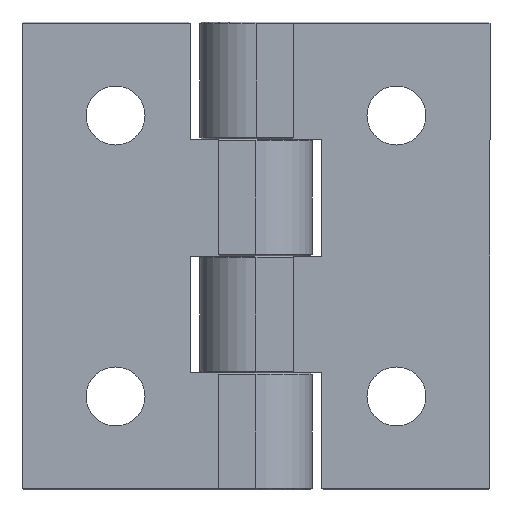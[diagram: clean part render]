
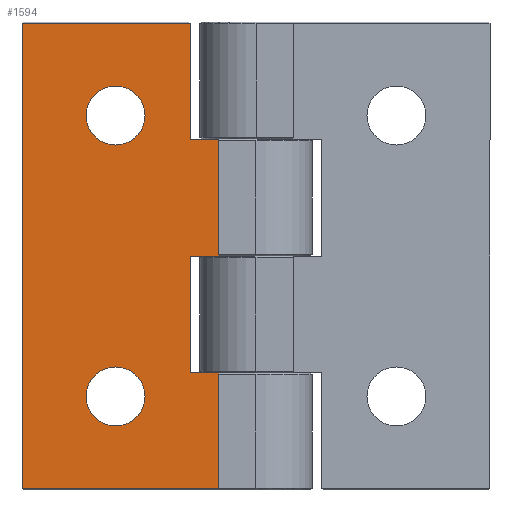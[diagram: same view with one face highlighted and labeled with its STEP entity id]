
A CAD part, front view. The second image highlights one B-rep face of the part: STEP entity #1594.
In plain terms, the highlighted planar face has unit normal (0, -1, 0).
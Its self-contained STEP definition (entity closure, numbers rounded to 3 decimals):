
#6 = VERTEX_POINT ( 'NONE', #2234 ) ;
#7 = AXIS2_PLACEMENT_3D ( 'NONE', #270, #257, #246 ) ;
#39 = VERTEX_POINT ( 'NONE', #1334 ) ;
#41 = AXIS2_PLACEMENT_3D ( 'NONE', #1680, #2291, #1766 ) ;
#105 = ORIENTED_EDGE ( 'NONE', *, *, #816, .T. ) ;
#107 = CARTESIAN_POINT ( 'NONE',  ( -4., -6.5, 0. ) ) ;
#117 = ORIENTED_EDGE ( 'NONE', *, *, #1664, .F. ) ;
#150 = DIRECTION ( 'NONE',  ( 1., 0., 0. ) ) ;
#154 = DIRECTION ( 'NONE',  ( 0., 0., -1. ) ) ;
#157 = DIRECTION ( 'NONE',  ( -1., 0., 0. ) ) ;
#161 = CARTESIAN_POINT ( 'NONE',  ( -4., -6.5, 25. ) ) ;
#166 = CARTESIAN_POINT ( 'NONE',  ( 6., -6.5, 12.5 ) ) ;
#171 = CARTESIAN_POINT ( 'NONE',  ( 6., -6.5, 0. ) ) ;
#186 = VERTEX_POINT ( 'NONE', #957 ) ;
#246 = DIRECTION ( 'NONE',  ( 0., 0., 1. ) ) ;
#257 = DIRECTION ( 'NONE',  ( 0., 1., 0. ) ) ;
#270 = CARTESIAN_POINT ( 'NONE',  ( -25., -6.5, 25. ) ) ;
#280 = VECTOR ( 'NONE', #1119, 1000. ) ;
#294 = PLANE ( 'NONE',  #7 ) ;
#318 = DIRECTION ( 'NONE',  ( 0., 0., -1. ) ) ;
#337 = LINE ( 'NONE', #1873, #280 ) ;
#344 = CARTESIAN_POINT ( 'NONE',  ( -25., -6.5, 24.8 ) ) ;
#402 = VECTOR ( 'NONE', #1970, 1000. ) ;
#410 = ORIENTED_EDGE ( 'NONE', *, *, #2184, .T. ) ;
#430 = VERTEX_POINT ( 'NONE', #779 ) ;
#436 = CARTESIAN_POINT ( 'NONE',  ( -4., -6.5, -24.8 ) ) ;
#519 = VERTEX_POINT ( 'NONE', #670 ) ;
#542 = VERTEX_POINT ( 'NONE', #2273 ) ;
#543 = ORIENTED_EDGE ( 'NONE', *, *, #2164, .T. ) ;
#586 = CARTESIAN_POINT ( 'NONE',  ( -7., -6.5, 0. ) ) ;
#643 = ORIENTED_EDGE ( 'NONE', *, *, #2197, .F. ) ;
#664 = VERTEX_POINT ( 'NONE', #436 ) ;
#670 = CARTESIAN_POINT ( 'NONE',  ( -4., -6.5, -12.5 ) ) ;
#673 = ORIENTED_EDGE ( 'NONE', *, *, #2180, .T. ) ;
#691 = CARTESIAN_POINT ( 'NONE',  ( 6., -6.5, -12.5 ) ) ;
#707 = ORIENTED_EDGE ( 'NONE', *, *, #1812, .T. ) ;
#779 = CARTESIAN_POINT ( 'NONE',  ( -25., -6.5, -24.8 ) ) ;
#788 = CIRCLE ( 'NONE', #1060, 3.15 ) ;
#810 = EDGE_CURVE ( 'NONE', #186, #39, #2349, .T. ) ;
#816 = EDGE_CURVE ( 'NONE', #1481, #840, #965, .T. ) ;
#831 = ORIENTED_EDGE ( 'NONE', *, *, #1232, .T. ) ;
#840 = VERTEX_POINT ( 'NONE', #107 ) ;
#860 = CIRCLE ( 'NONE', #41, 3.15 ) ;
#904 = DIRECTION ( 'NONE',  ( 0., 0., 1. ) ) ;
#957 = CARTESIAN_POINT ( 'NONE',  ( -4., -6.5, 12.5 ) ) ;
#965 = LINE ( 'NONE', #171, #2278 ) ;
#991 = VERTEX_POINT ( 'NONE', #344 ) ;
#1003 = CARTESIAN_POINT ( 'NONE',  ( -7., -6.5, 25. ) ) ;
#1053 = ORIENTED_EDGE ( 'NONE', *, *, #2173, .T. ) ;
#1060 = AXIS2_PLACEMENT_3D ( 'NONE', #1156, #1163, #1168 ) ;
#1092 = VERTEX_POINT ( 'NONE', #2155 ) ;
#1095 = LINE ( 'NONE', #1519, #1535 ) ;
#1119 = DIRECTION ( 'NONE',  ( -1., 0., 0. ) ) ;
#1136 = DIRECTION ( 'NONE',  ( 1., 0., 0. ) ) ;
#1141 = CARTESIAN_POINT ( 'NONE',  ( -25., -6.5, -24.8 ) ) ;
#1144 = CARTESIAN_POINT ( 'NONE',  ( -4., -6.5, 25. ) ) ;
#1156 = CARTESIAN_POINT ( 'NONE',  ( -15., -6.5, -15. ) ) ;
#1158 = EDGE_LOOP ( 'NONE', ( #1358 ) ) ;
#1163 = DIRECTION ( 'NONE',  ( 0., 1., 0. ) ) ;
#1168 = DIRECTION ( 'NONE',  ( -1., 0., 0. ) ) ;
#1185 = VERTEX_POINT ( 'NONE', #1916 ) ;
#1198 = ORIENTED_EDGE ( 'NONE', *, *, #810, .T. ) ;
#1217 = EDGE_LOOP ( 'NONE', ( #543, #1053, #707, #673, #643, #2357, #831, #105, #117, #1198 ) ) ;
#1222 = VECTOR ( 'NONE', #154, 1000. ) ;
#1232 = EDGE_CURVE ( 'NONE', #1092, #1481, #1820, .T. ) ;
#1249 = VECTOR ( 'NONE', #1136, 1000. ) ;
#1282 = VECTOR ( 'NONE', #1857, 1000. ) ;
#1334 = CARTESIAN_POINT ( 'NONE',  ( -7., -6.5, 12.5 ) ) ;
#1349 = DIRECTION ( 'NONE',  ( 0., 0., -1. ) ) ;
#1358 = ORIENTED_EDGE ( 'NONE', *, *, #2211, .T. ) ;
#1389 = VECTOR ( 'NONE', #157, 1000. ) ;
#1481 = VERTEX_POINT ( 'NONE', #586 ) ;
#1519 = CARTESIAN_POINT ( 'NONE',  ( -25., -6.5, 25. ) ) ;
#1535 = VECTOR ( 'NONE', #318, 1000. ) ;
#1594 = ADVANCED_FACE ( 'NONE', ( #1862, #2323, #1810 ), #294, .F. ) ;
#1654 = LINE ( 'NONE', #1144, #2158 ) ;
#1664 = EDGE_CURVE ( 'NONE', #186, #840, #2252, .T. ) ;
#1680 = CARTESIAN_POINT ( 'NONE',  ( -15., -6.5, 15. ) ) ;
#1766 = DIRECTION ( 'NONE',  ( -1., 0., 0. ) ) ;
#1780 = VECTOR ( 'NONE', #904, 1000. ) ;
#1810 = FACE_OUTER_BOUND ( 'NONE', #1217, .T. ) ;
#1812 = EDGE_CURVE ( 'NONE', #991, #430, #1095, .T. ) ;
#1820 = LINE ( 'NONE', #1821, #1282 ) ;
#1821 = CARTESIAN_POINT ( 'NONE',  ( -7., -6.5, 0. ) ) ;
#1832 = EDGE_LOOP ( 'NONE', ( #410 ) ) ;
#1834 = LINE ( 'NONE', #691, #402 ) ;
#1857 = DIRECTION ( 'NONE',  ( 0., 0., 1. ) ) ;
#1862 = FACE_BOUND ( 'NONE', #1158, .T. ) ;
#1873 = CARTESIAN_POINT ( 'NONE',  ( -25., -6.5, 24.8 ) ) ;
#1916 = CARTESIAN_POINT ( 'NONE',  ( -7., -6.5, 24.8 ) ) ;
#1970 = DIRECTION ( 'NONE',  ( -1., 0., 0. ) ) ;
#2155 = CARTESIAN_POINT ( 'NONE',  ( -7., -6.5, -12.5 ) ) ;
#2156 = EDGE_CURVE ( 'NONE', #519, #1092, #1834, .T. ) ;
#2158 = VECTOR ( 'NONE', #1349, 1000. ) ;
#2164 = EDGE_CURVE ( 'NONE', #39, #1185, #2285, .T. ) ;
#2173 = EDGE_CURVE ( 'NONE', #1185, #991, #337, .T. ) ;
#2180 = EDGE_CURVE ( 'NONE', #430, #664, #2217, .T. ) ;
#2184 = EDGE_CURVE ( 'NONE', #542, #542, #788, .T. ) ;
#2197 = EDGE_CURVE ( 'NONE', #519, #664, #1654, .T. ) ;
#2211 = EDGE_CURVE ( 'NONE', #6, #6, #860, .T. ) ;
#2217 = LINE ( 'NONE', #1141, #1249 ) ;
#2234 = CARTESIAN_POINT ( 'NONE',  ( -18.15, -6.5, 15. ) ) ;
#2252 = LINE ( 'NONE', #161, #1222 ) ;
#2273 = CARTESIAN_POINT ( 'NONE',  ( -18.15, -6.5, -15. ) ) ;
#2278 = VECTOR ( 'NONE', #150, 1000. ) ;
#2285 = LINE ( 'NONE', #1003, #1780 ) ;
#2291 = DIRECTION ( 'NONE',  ( 0., 1., 0. ) ) ;
#2323 = FACE_BOUND ( 'NONE', #1832, .T. ) ;
#2349 = LINE ( 'NONE', #166, #1389 ) ;
#2357 = ORIENTED_EDGE ( 'NONE', *, *, #2156, .T. ) ;
